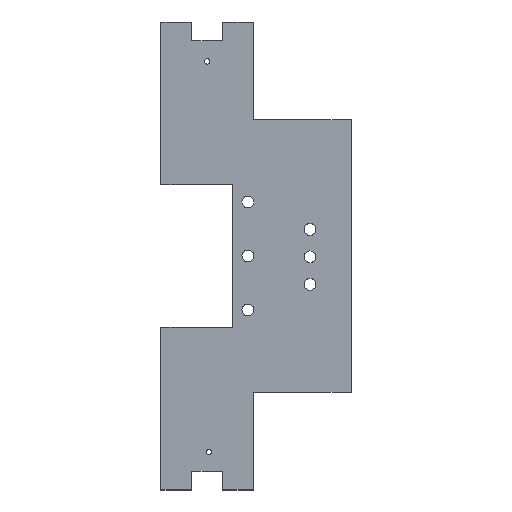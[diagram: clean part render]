
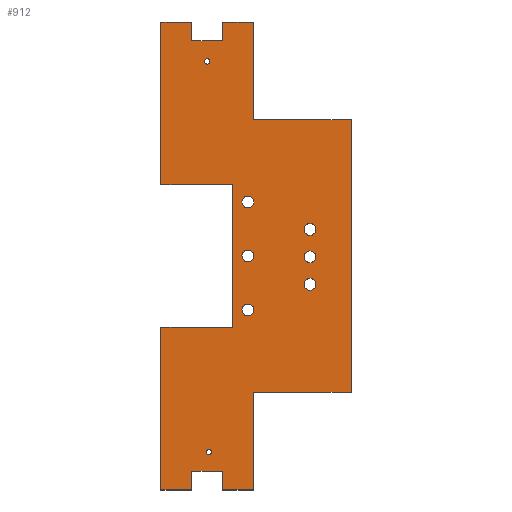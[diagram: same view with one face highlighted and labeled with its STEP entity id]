
A CAD part, top view. The second image highlights one B-rep face of the part: STEP entity #912.
In plain terms, the highlighted planar face has unit normal (0, 0, 1).
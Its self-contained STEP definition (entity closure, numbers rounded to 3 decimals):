
#33 = VERTEX_POINT('',#34);
#34 = CARTESIAN_POINT('',(43.343,59.379,0.));
#51 = VERTEX_POINT('',#52);
#52 = CARTESIAN_POINT('',(46.201,59.379,0.));
#58 = EDGE_CURVE('',#33,#51,#59,.T.);
#59 = LINE('',#60,#61);
#60 = CARTESIAN_POINT('',(43.343,59.379,0.));
#61 = VECTOR('',#62,1.);
#62 = DIRECTION('',(1.,0.,0.));
#82 = VERTEX_POINT('',#83);
#83 = CARTESIAN_POINT('',(46.201,57.632,0.));
#89 = EDGE_CURVE('',#51,#82,#90,.T.);
#90 = LINE('',#91,#92);
#91 = CARTESIAN_POINT('',(46.201,59.379,0.));
#92 = VECTOR('',#93,1.);
#93 = DIRECTION('',(0.,-1.,0.));
#113 = VERTEX_POINT('',#114);
#114 = CARTESIAN_POINT('',(49.059,57.632,0.));
#120 = EDGE_CURVE('',#82,#113,#121,.T.);
#121 = LINE('',#122,#123);
#122 = CARTESIAN_POINT('',(46.201,57.632,0.));
#123 = VECTOR('',#124,1.);
#124 = DIRECTION('',(1.,0.,0.));
#144 = VERTEX_POINT('',#145);
#145 = CARTESIAN_POINT('',(49.059,59.379,0.));
#151 = EDGE_CURVE('',#113,#144,#152,.T.);
#152 = LINE('',#153,#154);
#153 = CARTESIAN_POINT('',(49.059,57.632,0.));
#154 = VECTOR('',#155,1.);
#155 = DIRECTION('',(0.,1.,0.));
#175 = VERTEX_POINT('',#176);
#176 = CARTESIAN_POINT('',(51.917,59.379,0.));
#182 = EDGE_CURVE('',#144,#175,#183,.T.);
#183 = LINE('',#184,#185);
#184 = CARTESIAN_POINT('',(49.059,59.379,0.));
#185 = VECTOR('',#186,1.);
#186 = DIRECTION('',(1.,0.,0.));
#206 = VERTEX_POINT('',#207);
#207 = CARTESIAN_POINT('',(51.917,50.329,0.));
#213 = EDGE_CURVE('',#175,#206,#214,.T.);
#214 = LINE('',#215,#216);
#215 = CARTESIAN_POINT('',(51.917,59.379,0.));
#216 = VECTOR('',#217,1.);
#217 = DIRECTION('',(0.,-1.,0.));
#237 = VERTEX_POINT('',#238);
#238 = CARTESIAN_POINT('',(60.966,50.329,0.));
#244 = EDGE_CURVE('',#206,#237,#245,.T.);
#245 = LINE('',#246,#247);
#246 = CARTESIAN_POINT('',(51.917,50.329,0.));
#247 = VECTOR('',#248,1.);
#248 = DIRECTION('',(1.,0.,0.));
#268 = VERTEX_POINT('',#269);
#269 = CARTESIAN_POINT('',(60.966,25.085,0.));
#275 = EDGE_CURVE('',#237,#268,#276,.T.);
#276 = LINE('',#277,#278);
#277 = CARTESIAN_POINT('',(60.966,50.329,0.));
#278 = VECTOR('',#279,1.);
#279 = DIRECTION('',(0.,-1.,0.));
#299 = VERTEX_POINT('',#300);
#300 = CARTESIAN_POINT('',(51.917,25.085,0.));
#306 = EDGE_CURVE('',#268,#299,#307,.T.);
#307 = LINE('',#308,#309);
#308 = CARTESIAN_POINT('',(60.966,25.085,0.));
#309 = VECTOR('',#310,1.);
#310 = DIRECTION('',(-1.,0.,0.));
#330 = VERTEX_POINT('',#331);
#331 = CARTESIAN_POINT('',(51.917,16.035,0.));
#337 = EDGE_CURVE('',#299,#330,#338,.T.);
#338 = LINE('',#339,#340);
#339 = CARTESIAN_POINT('',(51.917,25.085,0.));
#340 = VECTOR('',#341,1.);
#341 = DIRECTION('',(0.,-1.,0.));
#361 = VERTEX_POINT('',#362);
#362 = CARTESIAN_POINT('',(49.059,16.035,0.));
#368 = EDGE_CURVE('',#330,#361,#369,.T.);
#369 = LINE('',#370,#371);
#370 = CARTESIAN_POINT('',(51.917,16.035,0.));
#371 = VECTOR('',#372,1.);
#372 = DIRECTION('',(-1.,0.,0.));
#392 = VERTEX_POINT('',#393);
#393 = CARTESIAN_POINT('',(49.059,17.782,0.));
#399 = EDGE_CURVE('',#361,#392,#400,.T.);
#400 = LINE('',#401,#402);
#401 = CARTESIAN_POINT('',(49.059,16.035,0.));
#402 = VECTOR('',#403,1.);
#403 = DIRECTION('',(0.,1.,0.));
#423 = VERTEX_POINT('',#424);
#424 = CARTESIAN_POINT('',(46.201,17.782,0.));
#430 = EDGE_CURVE('',#392,#423,#431,.T.);
#431 = LINE('',#432,#433);
#432 = CARTESIAN_POINT('',(49.059,17.782,0.));
#433 = VECTOR('',#434,1.);
#434 = DIRECTION('',(-1.,0.,0.));
#454 = VERTEX_POINT('',#455);
#455 = CARTESIAN_POINT('',(46.201,16.035,0.));
#461 = EDGE_CURVE('',#423,#454,#462,.T.);
#462 = LINE('',#463,#464);
#463 = CARTESIAN_POINT('',(46.201,17.782,0.));
#464 = VECTOR('',#465,1.);
#465 = DIRECTION('',(0.,-1.,0.));
#485 = VERTEX_POINT('',#486);
#486 = CARTESIAN_POINT('',(43.343,16.035,0.));
#492 = EDGE_CURVE('',#454,#485,#493,.T.);
#493 = LINE('',#494,#495);
#494 = CARTESIAN_POINT('',(46.201,16.035,0.));
#495 = VECTOR('',#496,1.);
#496 = DIRECTION('',(-1.,0.,0.));
#516 = VERTEX_POINT('',#517);
#517 = CARTESIAN_POINT('',(43.343,31.118,0.));
#523 = EDGE_CURVE('',#485,#516,#524,.T.);
#524 = LINE('',#525,#526);
#525 = CARTESIAN_POINT('',(43.343,16.035,0.));
#526 = VECTOR('',#527,1.);
#527 = DIRECTION('',(0.,1.,0.));
#547 = VERTEX_POINT('',#548);
#548 = CARTESIAN_POINT('',(50.012,31.118,0.));
#554 = EDGE_CURVE('',#516,#547,#555,.T.);
#555 = LINE('',#556,#557);
#556 = CARTESIAN_POINT('',(43.343,31.118,0.));
#557 = VECTOR('',#558,1.);
#558 = DIRECTION('',(1.,0.,0.));
#578 = VERTEX_POINT('',#579);
#579 = CARTESIAN_POINT('',(50.012,44.296,0.));
#585 = EDGE_CURVE('',#547,#578,#586,.T.);
#586 = LINE('',#587,#588);
#587 = CARTESIAN_POINT('',(50.012,31.118,0.));
#588 = VECTOR('',#589,1.);
#589 = DIRECTION('',(0.,1.,0.));
#609 = VERTEX_POINT('',#610);
#610 = CARTESIAN_POINT('',(43.343,44.296,0.));
#616 = EDGE_CURVE('',#578,#609,#617,.T.);
#617 = LINE('',#618,#619);
#618 = CARTESIAN_POINT('',(50.012,44.296,0.));
#619 = VECTOR('',#620,1.);
#620 = DIRECTION('',(-1.,0.,0.));
#638 = EDGE_CURVE('',#609,#33,#639,.T.);
#639 = LINE('',#640,#641);
#640 = CARTESIAN_POINT('',(43.343,44.296,0.));
#641 = VECTOR('',#642,1.);
#642 = DIRECTION('',(0.,1.,0.));
#653 = VERTEX_POINT('',#654);
#654 = CARTESIAN_POINT('',(57.706,40.167,0.));
#670 = EDGE_CURVE('',#653,#653,#671,.T.);
#671 = CIRCLE('',#672,0.55);
#672 = AXIS2_PLACEMENT_3D('',#673,#674,#675);
#673 = CARTESIAN_POINT('',(57.156,40.167,0.));
#674 = DIRECTION('',(0.,0.,-1.));
#675 = DIRECTION('',(1.,0.,0.));
#686 = VERTEX_POINT('',#687);
#687 = CARTESIAN_POINT('',(57.706,37.627,0.));
#703 = EDGE_CURVE('',#686,#686,#704,.T.);
#704 = CIRCLE('',#705,0.55);
#705 = AXIS2_PLACEMENT_3D('',#706,#707,#708);
#706 = CARTESIAN_POINT('',(57.156,37.627,0.));
#707 = DIRECTION('',(0.,0.,-1.));
#708 = DIRECTION('',(1.,0.,0.));
#719 = VERTEX_POINT('',#720);
#720 = CARTESIAN_POINT('',(57.706,35.087,0.));
#736 = EDGE_CURVE('',#719,#719,#737,.T.);
#737 = CIRCLE('',#738,0.55);
#738 = AXIS2_PLACEMENT_3D('',#739,#740,#741);
#739 = CARTESIAN_POINT('',(57.156,35.087,0.));
#740 = DIRECTION('',(0.,0.,-1.));
#741 = DIRECTION('',(1.,0.,0.));
#752 = VERTEX_POINT('',#753);
#753 = CARTESIAN_POINT('',(51.951,32.71,0.));
#769 = EDGE_CURVE('',#752,#752,#770,.T.);
#770 = CIRCLE('',#771,0.55);
#771 = AXIS2_PLACEMENT_3D('',#772,#773,#774);
#772 = CARTESIAN_POINT('',(51.401,32.71,0.));
#773 = DIRECTION('',(0.,0.,-1.));
#774 = DIRECTION('',(1.,0.,0.));
#785 = VERTEX_POINT('',#786);
#786 = CARTESIAN_POINT('',(51.951,37.71,0.));
#802 = EDGE_CURVE('',#785,#785,#803,.T.);
#803 = CIRCLE('',#804,0.55);
#804 = AXIS2_PLACEMENT_3D('',#805,#806,#807);
#805 = CARTESIAN_POINT('',(51.401,37.71,0.));
#806 = DIRECTION('',(0.,0.,-1.));
#807 = DIRECTION('',(1.,0.,0.));
#818 = VERTEX_POINT('',#819);
#819 = CARTESIAN_POINT('',(51.951,42.71,0.));
#835 = EDGE_CURVE('',#818,#818,#836,.T.);
#836 = CIRCLE('',#837,0.55);
#837 = AXIS2_PLACEMENT_3D('',#838,#839,#840);
#838 = CARTESIAN_POINT('',(51.401,42.71,0.));
#839 = DIRECTION('',(0.,0.,-1.));
#840 = DIRECTION('',(1.,0.,0.));
#851 = VERTEX_POINT('',#852);
#852 = CARTESIAN_POINT('',(47.873,55.727,0.));
#868 = EDGE_CURVE('',#851,#851,#869,.T.);
#869 = CIRCLE('',#870,0.243);
#870 = AXIS2_PLACEMENT_3D('',#871,#872,#873);
#871 = CARTESIAN_POINT('',(47.63,55.727,0.));
#872 = DIRECTION('',(0.,0.,-1.));
#873 = DIRECTION('',(1.,0.,0.));
#884 = VERTEX_POINT('',#885);
#885 = CARTESIAN_POINT('',(48.032,19.528,0.));
#901 = EDGE_CURVE('',#884,#884,#902,.T.);
#902 = CIRCLE('',#903,0.243);
#903 = AXIS2_PLACEMENT_3D('',#904,#905,#906);
#904 = CARTESIAN_POINT('',(47.789,19.528,0.));
#905 = DIRECTION('',(0.,0.,-1.));
#906 = DIRECTION('',(1.,0.,0.));
#912 = ADVANCED_FACE('',(#913,#935,#938,#941,#944,#947,#950,#953,#956),
  #959,.T.);
#913 = FACE_BOUND('',#914,.F.);
#914 = EDGE_LOOP('',(#915,#916,#917,#918,#919,#920,#921,#922,#923,#924,
    #925,#926,#927,#928,#929,#930,#931,#932,#933,#934));
#915 = ORIENTED_EDGE('',*,*,#58,.T.);
#916 = ORIENTED_EDGE('',*,*,#89,.T.);
#917 = ORIENTED_EDGE('',*,*,#120,.T.);
#918 = ORIENTED_EDGE('',*,*,#151,.T.);
#919 = ORIENTED_EDGE('',*,*,#182,.T.);
#920 = ORIENTED_EDGE('',*,*,#213,.T.);
#921 = ORIENTED_EDGE('',*,*,#244,.T.);
#922 = ORIENTED_EDGE('',*,*,#275,.T.);
#923 = ORIENTED_EDGE('',*,*,#306,.T.);
#924 = ORIENTED_EDGE('',*,*,#337,.T.);
#925 = ORIENTED_EDGE('',*,*,#368,.T.);
#926 = ORIENTED_EDGE('',*,*,#399,.T.);
#927 = ORIENTED_EDGE('',*,*,#430,.T.);
#928 = ORIENTED_EDGE('',*,*,#461,.T.);
#929 = ORIENTED_EDGE('',*,*,#492,.T.);
#930 = ORIENTED_EDGE('',*,*,#523,.T.);
#931 = ORIENTED_EDGE('',*,*,#554,.T.);
#932 = ORIENTED_EDGE('',*,*,#585,.T.);
#933 = ORIENTED_EDGE('',*,*,#616,.T.);
#934 = ORIENTED_EDGE('',*,*,#638,.T.);
#935 = FACE_BOUND('',#936,.F.);
#936 = EDGE_LOOP('',(#937));
#937 = ORIENTED_EDGE('',*,*,#670,.T.);
#938 = FACE_BOUND('',#939,.F.);
#939 = EDGE_LOOP('',(#940));
#940 = ORIENTED_EDGE('',*,*,#703,.T.);
#941 = FACE_BOUND('',#942,.F.);
#942 = EDGE_LOOP('',(#943));
#943 = ORIENTED_EDGE('',*,*,#736,.T.);
#944 = FACE_BOUND('',#945,.F.);
#945 = EDGE_LOOP('',(#946));
#946 = ORIENTED_EDGE('',*,*,#769,.T.);
#947 = FACE_BOUND('',#948,.F.);
#948 = EDGE_LOOP('',(#949));
#949 = ORIENTED_EDGE('',*,*,#802,.T.);
#950 = FACE_BOUND('',#951,.F.);
#951 = EDGE_LOOP('',(#952));
#952 = ORIENTED_EDGE('',*,*,#835,.T.);
#953 = FACE_BOUND('',#954,.F.);
#954 = EDGE_LOOP('',(#955));
#955 = ORIENTED_EDGE('',*,*,#868,.T.);
#956 = FACE_BOUND('',#957,.F.);
#957 = EDGE_LOOP('',(#958));
#958 = ORIENTED_EDGE('',*,*,#901,.T.);
#959 = PLANE('',#960);
#960 = AXIS2_PLACEMENT_3D('',#961,#962,#963);
#961 = CARTESIAN_POINT('',(43.343,59.379,0.));
#962 = DIRECTION('',(0.,0.,1.));
#963 = DIRECTION('',(1.,0.,0.));
